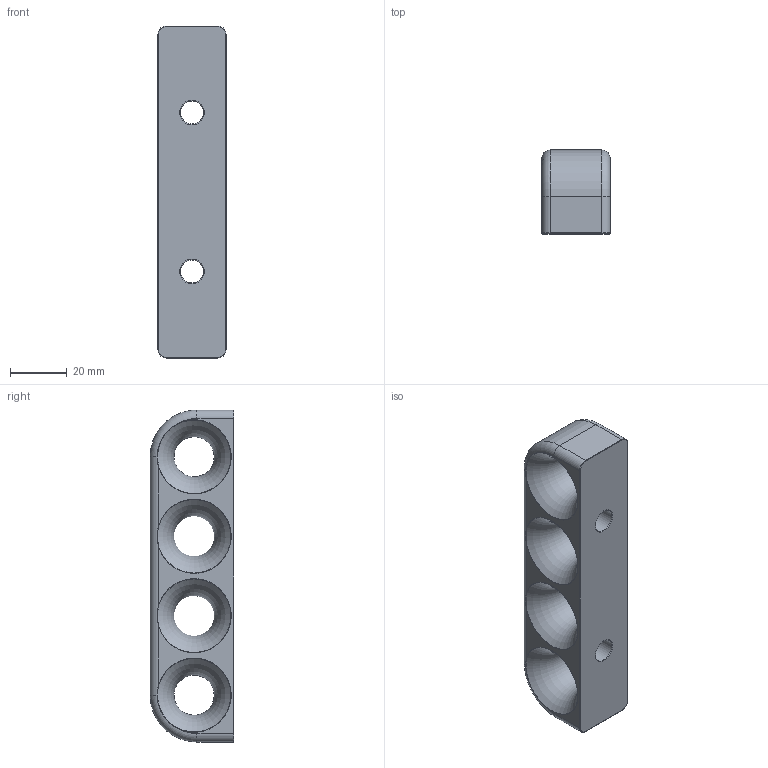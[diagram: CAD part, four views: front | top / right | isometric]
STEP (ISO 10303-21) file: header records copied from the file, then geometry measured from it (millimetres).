
FILE_DESCRIPTION(/* description */ (''),/* implementation_level */ '2;1');
FILE_NAME(/* name */ 'R4.14.stp',/* time_stamp */ '2020-11-03T09:13:22+01:00',/* author */ ('lucade'),/* organization */ (''),/* preprocessor_version */ 'ST-DEVELOPER v18.1',/* originating_system */ 'Autodesk Inventor 2021',/* authorisation */ '');
FILE_SCHEMA (('AUTOMOTIVE_DESIGN { 1 0 10303 214 3 1 1 }'));
Length unit declared in the file: millimetre
Products named in the file (1): 20110302
Bounding box: 24 x 29.5 x 117 mm (x, y, z)
Volume: 51559.2 mm3; surface area: 16471.3 mm2
Topology: 1 solids, 1 shells, 78 faces, 192 edges, 114 vertices
Faces by surface type: torus 28, cylinder 20, plane 12, bspline 12, cone 6
Full cylindrical faces by diameter (mm): 8 x2, 8.2 x2, 9.8 x2, 10 x2
Entity records: 2625 total; most frequent: CARTESIAN_POINT 709, DIRECTION 428, ORIENTED_EDGE 384, AXIS2_PLACEMENT_3D 193, EDGE_CURVE 192, CIRCLE 126, VERTEX_POINT 114, EDGE_LOOP 88
